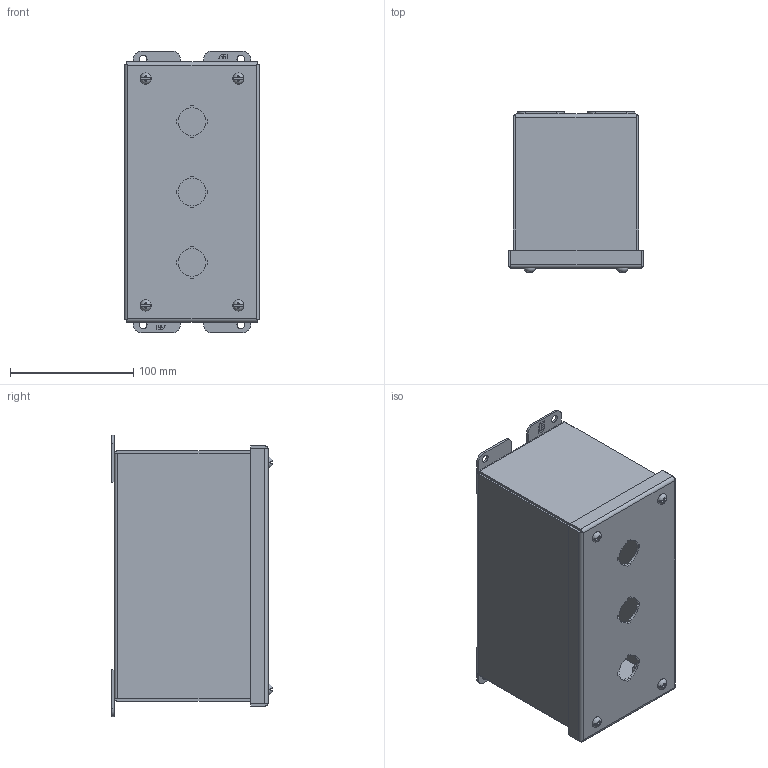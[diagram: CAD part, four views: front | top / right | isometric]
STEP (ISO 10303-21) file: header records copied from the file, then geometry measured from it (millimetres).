
FILE_DESCRIPTION (( 'STEP AP203' ), '1' );
FILE_NAME ('1437MC_Default.step', '2019-11-08T18:51:48', ( '' ), ( '' ), 'SwSTEP 2.0', 'SolidWorks 2019', '' );
FILE_SCHEMA (( 'CONFIG_CONTROL_DESIGN' ));
Length unit declared in the file: inch
Products named in the file (1): 1437MC_Default
Bounding box: 109.52 x 130.09 x 228.6 mm (x, y, z)
Volume: 280858.7 mm3; surface area: 295578.4 mm2
Topology: 23 solids, 23 shells, 763 faces, 1968 edges, 1279 vertices
Faces by surface type: plane 535, cylinder 172, cone 24, bspline 24, torus 8
Entity records: 24176 total; most frequent: CARTESIAN_POINT 5494, ORIENTED_EDGE 3932, DIRECTION 3711, EDGE_CURVE 1966, LINE 1403, VECTOR 1403, VERTEX_POINT 1279, AXIS2_PLACEMENT_3D 1154
